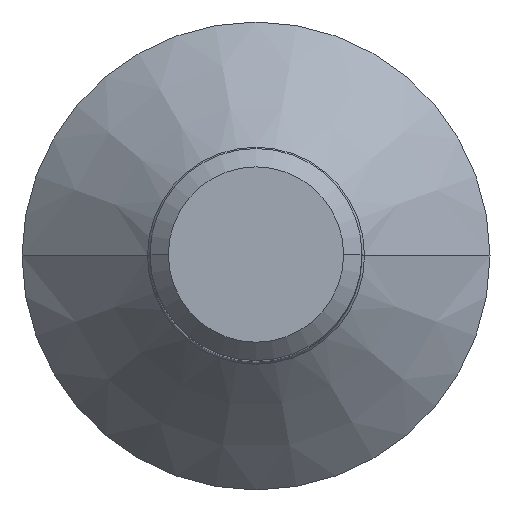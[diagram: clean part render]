
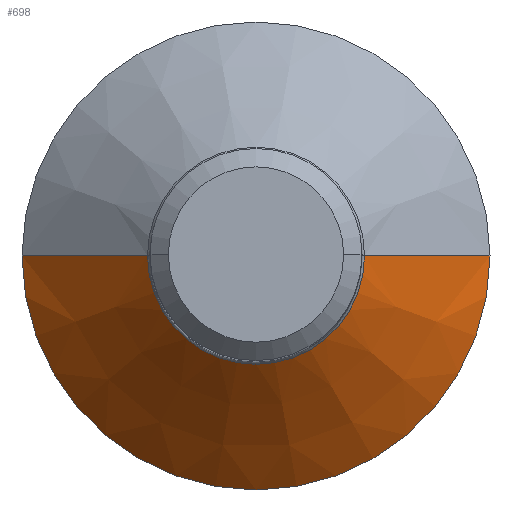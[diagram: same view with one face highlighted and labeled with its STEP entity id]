
A CAD part, top view. The second image highlights one B-rep face of the part: STEP entity #698.
In plain terms, the highlighted conical face has half-angle 45 degrees and reference radius 5.517 mm.
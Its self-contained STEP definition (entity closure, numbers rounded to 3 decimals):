
#6 = VECTOR ( 'NONE', #492, 1000. ) ;
#18 = DIRECTION ( 'NONE',  ( -1., 0., 0. ) ) ;
#51 = VERTEX_POINT ( 'NONE', #447 ) ;
#106 = CARTESIAN_POINT ( 'NONE',  ( -5.517, 0., 0. ) ) ;
#177 = DIRECTION ( 'NONE',  ( -0.707, 0., -0.707 ) ) ;
#184 = EDGE_CURVE ( 'NONE', #833, #822, #319, .T. ) ;
#219 = DIRECTION ( 'NONE',  ( 0., 0., 1. ) ) ;
#236 = CONICAL_SURFACE ( 'NONE', #482, 5.517, 0.785 ) ;
#239 = ORIENTED_EDGE ( 'NONE', *, *, #645, .T. ) ;
#271 = ORIENTED_EDGE ( 'NONE', *, *, #741, .F. ) ;
#288 = CARTESIAN_POINT ( 'NONE',  ( 0., 0., 2.959 ) ) ;
#319 = CIRCLE ( 'NONE', #743, 2.559 ) ;
#357 = LINE ( 'NONE', #690, #6 ) ;
#364 = DIRECTION ( 'NONE',  ( 0., 0., -1. ) ) ;
#370 = ORIENTED_EDGE ( 'NONE', *, *, #184, .T. ) ;
#417 = VECTOR ( 'NONE', #177, 1000. ) ;
#447 = CARTESIAN_POINT ( 'NONE',  ( 5.517, 0., 0. ) ) ;
#448 = FACE_OUTER_BOUND ( 'NONE', #528, .T. ) ;
#464 = CARTESIAN_POINT ( 'NONE',  ( -5.517, 0., 0. ) ) ;
#482 = AXIS2_PLACEMENT_3D ( 'NONE', #619, #364, #695 ) ;
#492 = DIRECTION ( 'NONE',  ( 0.707, 0., -0.707 ) ) ;
#528 = EDGE_LOOP ( 'NONE', ( #271, #370, #843, #239 ) ) ;
#544 = CARTESIAN_POINT ( 'NONE',  ( 0., 0., 0. ) ) ;
#619 = CARTESIAN_POINT ( 'NONE',  ( 0., 0., 0. ) ) ;
#645 = EDGE_CURVE ( 'NONE', #694, #51, #718, .T. ) ;
#679 = AXIS2_PLACEMENT_3D ( 'NONE', #544, #219, #18 ) ;
#690 = CARTESIAN_POINT ( 'NONE',  ( 5.517, 0., 0. ) ) ;
#694 = VERTEX_POINT ( 'NONE', #464 ) ;
#695 = DIRECTION ( 'NONE',  ( -1., 0., 0. ) ) ;
#698 = ADVANCED_FACE ( 'NONE', ( #448 ), #236, .T. ) ;
#717 = LINE ( 'NONE', #106, #417 ) ;
#718 = CIRCLE ( 'NONE', #679, 5.517 ) ;
#741 = EDGE_CURVE ( 'NONE', #833, #51, #357, .T. ) ;
#743 = AXIS2_PLACEMENT_3D ( 'NONE', #288, #817, #748 ) ;
#748 = DIRECTION ( 'NONE',  ( 1., 0., 0. ) ) ;
#782 = CARTESIAN_POINT ( 'NONE',  ( -2.559, 0., 2.959 ) ) ;
#784 = CARTESIAN_POINT ( 'NONE',  ( 2.559, 0., 2.959 ) ) ;
#796 = EDGE_CURVE ( 'NONE', #822, #694, #717, .T. ) ;
#817 = DIRECTION ( 'NONE',  ( 0., 0., -1. ) ) ;
#822 = VERTEX_POINT ( 'NONE', #782 ) ;
#833 = VERTEX_POINT ( 'NONE', #784 ) ;
#843 = ORIENTED_EDGE ( 'NONE', *, *, #796, .T. ) ;
